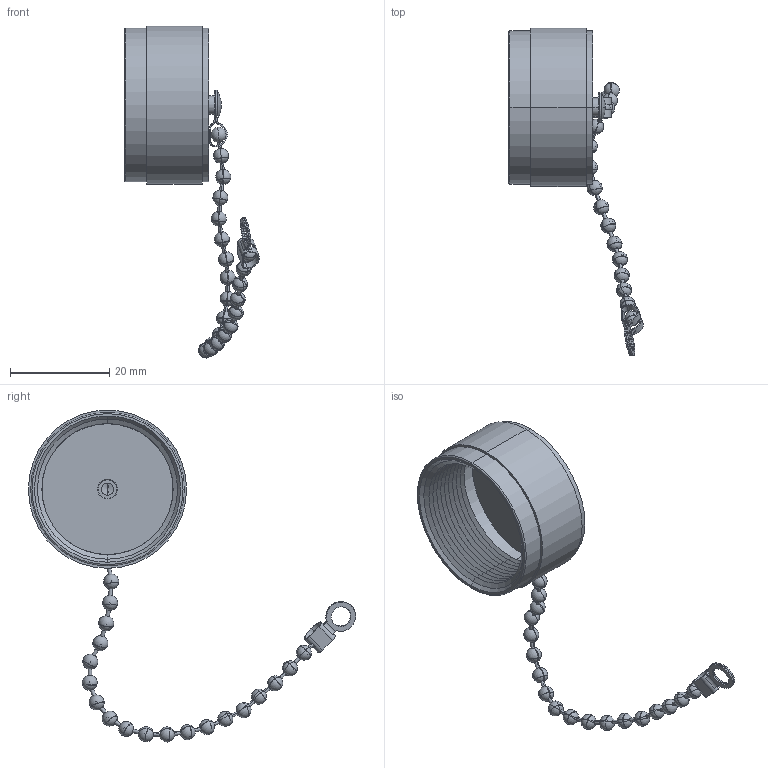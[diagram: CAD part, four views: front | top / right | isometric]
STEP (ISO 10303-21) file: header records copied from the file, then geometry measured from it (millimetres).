
FILE_DESCRIPTION (( 'STEP AP214' ), '1' );
FILE_NAME ('ADM-CAP01.STEP', '2013-06-28T15:56:18', ( 'L-Com' ), ( 'L-Com Global Connectivity' ), 'SwSTEP 2.0', 'SolidWorks 2012', '' );
FILE_SCHEMA (( 'AUTOMOTIVE_DESIGN' ));
Length unit declared in the file: inch
Products named in the file (4): ADM-CAP01_ChainLink; ADM-CAP01_SwivelRing; ADM-CAP01_cap; ADM-CAP01
Assembly tree (25 placements, depth 2):
  ADM-CAP01
    ADM-CAP01_cap
    ADM-CAP01_SwivelRing  x2
    ADM-CAP01_ChainLink  x22
Bounding box: 27.17 x 66.02 x 66.97 mm (x, y, z)
Volume: 4870.8 mm3; surface area: 7233.8 mm2
Topology: 25 solids, 25 shells, 463 faces, 1186 edges, 686 vertices
Faces by surface type: sphere 178, cone 134, cylinder 110, plane 39, torus 2
Entity records: 4018 total; most frequent: DIRECTION 768, CARTESIAN_POINT 623, ORIENTED_EDGE 584, AXIS2_PLACEMENT_3D 321, EDGE_CURVE 292, VERTEX_POINT 176, CIRCLE 166, EDGE_LOOP 138
